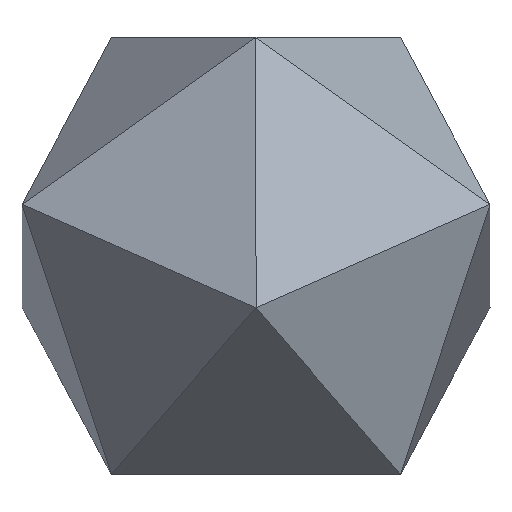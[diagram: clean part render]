
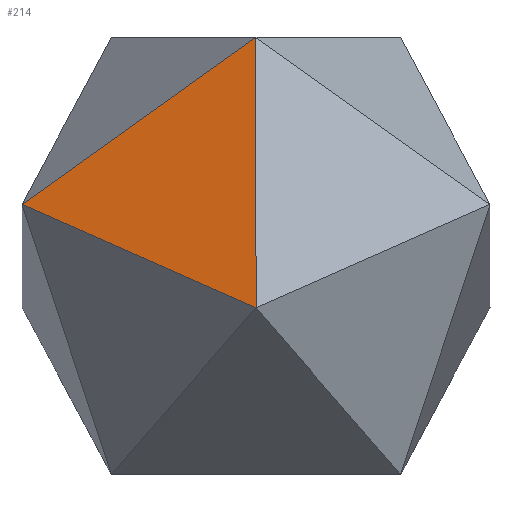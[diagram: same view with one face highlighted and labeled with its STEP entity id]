
A CAD part, front view. The second image highlights one B-rep face of the part: STEP entity #214.
In plain terms, the highlighted planar face has unit normal (-0.357, -0.873, 0.333).
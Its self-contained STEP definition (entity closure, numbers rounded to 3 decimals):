
#74=CARTESIAN_POINT('',(0.,-10.,26.18));
#75=VERTEX_POINT('',#74);
#149=CARTESIAN_POINT('',(0.,-16.18,10.));
#150=VERTEX_POINT('',#149);
#171=CARTESIAN_POINT('',(-14.013,-8.09,16.18));
#172=VERTEX_POINT('',#171);
#185=CARTESIAN_POINT('',(-14.013,-8.09,16.18));
#186=DIRECTION('',(0.809,-0.467,-0.357));
#187=VECTOR('',#186,17.321);
#188=LINE('',#185,#187);
#189=EDGE_CURVE('',#172,#150,#188,.T.);
#194=CARTESIAN_POINT('',(-4.671,-11.424,17.454));
#195=DIRECTION('',(0.357,0.873,-0.333));
#196=DIRECTION('',(-0.809,0.11,-0.577));
#197=AXIS2_PLACEMENT_3D('',#194,#195,#196);
#198=PLANE('',#197);
#199=CARTESIAN_POINT('',(0.,-10.,26.18));
#200=DIRECTION('',(-0.809,0.11,-0.577));
#201=VECTOR('',#200,17.321);
#202=LINE('',#199,#201);
#203=EDGE_CURVE('',#75,#172,#202,.T.);
#204=ORIENTED_EDGE('',*,*,#203,.T.);
#205=ORIENTED_EDGE('',*,*,#189,.T.);
#206=CARTESIAN_POINT('',(-0.,-16.18,10.));
#207=DIRECTION('',(0.,0.357,0.934));
#208=VECTOR('',#207,17.321);
#209=LINE('',#206,#208);
#210=EDGE_CURVE('',#150,#75,#209,.T.);
#211=ORIENTED_EDGE('',*,*,#210,.T.);
#212=EDGE_LOOP('',(#204,#205,#211));
#213=FACE_BOUND('',#212,.T.);
#214=ADVANCED_FACE('',(#213),#198,.F.);
